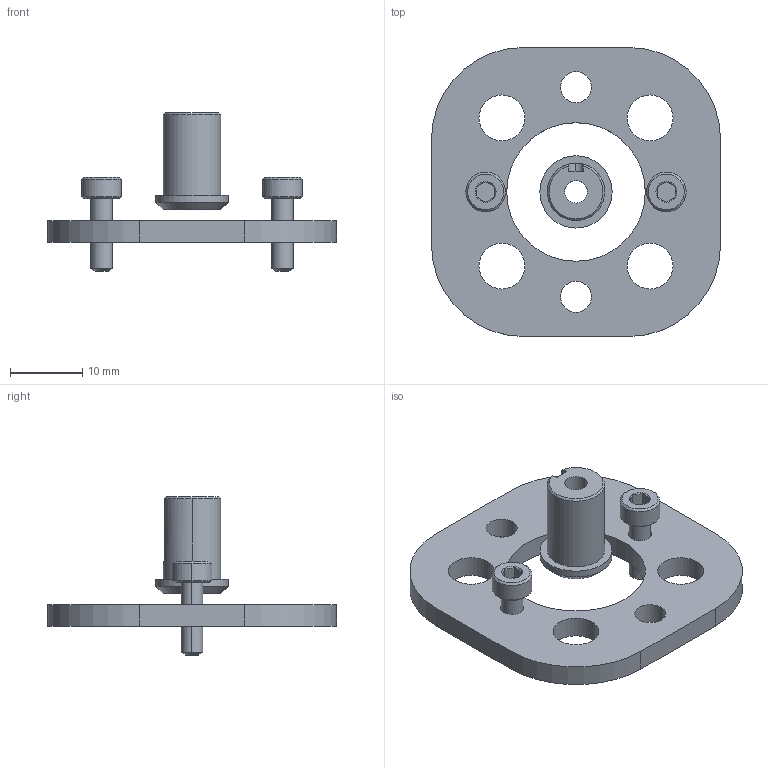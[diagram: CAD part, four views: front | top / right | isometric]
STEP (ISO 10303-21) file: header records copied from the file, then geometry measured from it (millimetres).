
FILE_DESCRIPTION (( 'STEP AP203' ), '1' );
FILE_NAME ('REV-21-2117.STEP', '2021-12-10T17:47:04', ( '' ), ( '' ), 'SwSTEP 2.0', 'SolidWorks 2022', '' );
FILE_SCHEMA (( 'CONFIG_CONTROL_DESIGN' ));
Length unit declared in the file: inch
Products named in the file (1): REV-21-2117
Bounding box: 40 x 40 x 21.9 mm (x, y, z)
Volume: 3845.5 mm3; surface area: 3996 mm2
Topology: 4 solids, 4 shells, 101 faces, 224 edges, 136 vertices
Faces by surface type: cylinder 38, plane 32, cone 31
Entity records: 2979 total; most frequent: CARTESIAN_POINT 580, DIRECTION 516, ORIENTED_EDGE 448, EDGE_CURVE 224, AXIS2_PLACEMENT_3D 208, VERTEX_POINT 136, EDGE_LOOP 126, CIRCLE 106
